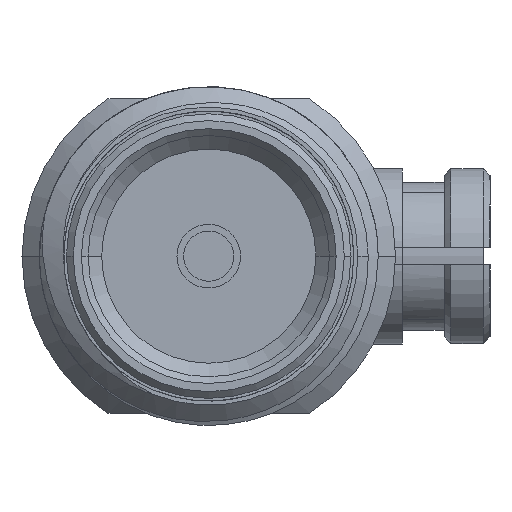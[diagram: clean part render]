
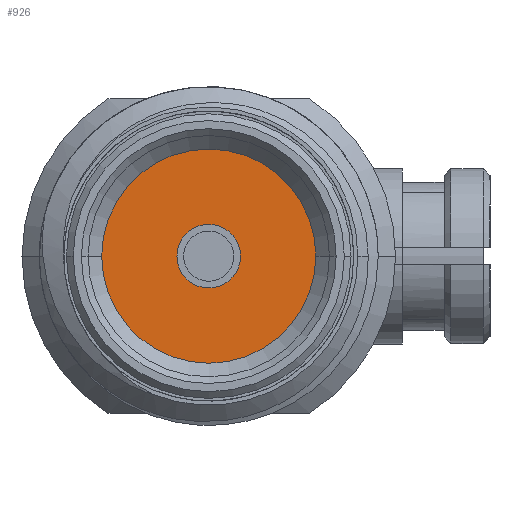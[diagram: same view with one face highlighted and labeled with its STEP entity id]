
A CAD part, left-side view. The second image highlights one B-rep face of the part: STEP entity #926.
In plain terms, the highlighted face is planar.
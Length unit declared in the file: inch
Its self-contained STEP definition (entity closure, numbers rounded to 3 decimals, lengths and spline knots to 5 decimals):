
#502 = DIRECTION ( 'NONE',  ( 0., 0., 1. ) ) ;
#599 = ORIENTED_EDGE ( 'NONE', *, *, #2871, .T. ) ;
#926 = ADVANCED_FACE ( 'NONE', ( #3162, #5312 ), #3793, .T. ) ;
#1243 = CARTESIAN_POINT ( 'NONE',  ( -0.0235, 0., 0.265 ) ) ;
#1401 = EDGE_CURVE ( 'NONE', #6182, #8114, #8464, .T. ) ;
#1560 = DIRECTION ( 'NONE',  ( 0., 0., 1. ) ) ;
#1668 = DIRECTION ( 'NONE',  ( 0., 0., 1. ) ) ;
#1802 = DIRECTION ( 'NONE',  ( 1., 0., 0. ) ) ;
#2360 = AXIS2_PLACEMENT_3D ( 'NONE', #7792, #1560, #5156 ) ;
#2649 = CARTESIAN_POINT ( 'NONE',  ( 0., 0., 0.265 ) ) ;
#2871 = EDGE_CURVE ( 'NONE', #8114, #6182, #6673, .T. ) ;
#3158 = CARTESIAN_POINT ( 'NONE',  ( 0.079, 0., 0.265 ) ) ;
#3162 = FACE_BOUND ( 'NONE', #8663, .T. ) ;
#3425 = DIRECTION ( 'NONE',  ( 1., 0., 0. ) ) ;
#3642 = EDGE_CURVE ( 'NONE', #8418, #7597, #4658, .T. ) ;
#3793 = PLANE ( 'NONE',  #8877 ) ;
#4430 = AXIS2_PLACEMENT_3D ( 'NONE', #2649, #7484, #3425 ) ;
#4508 = ORIENTED_EDGE ( 'NONE', *, *, #6412, .F. ) ;
#4658 = CIRCLE ( 'NONE', #4663, 0.0235 ) ;
#4663 = AXIS2_PLACEMENT_3D ( 'NONE', #4720, #502, #7487 ) ;
#4720 = CARTESIAN_POINT ( 'NONE',  ( 0., 0., 0.265 ) ) ;
#5156 = DIRECTION ( 'NONE',  ( 1., 0., 0. ) ) ;
#5296 = CIRCLE ( 'NONE', #4430, 0.0235 ) ;
#5312 = FACE_OUTER_BOUND ( 'NONE', #8038, .T. ) ;
#5482 = DIRECTION ( 'NONE',  ( 1., 0., 0. ) ) ;
#5906 = CARTESIAN_POINT ( 'NONE',  ( 0.0235, 0., 0.265 ) ) ;
#6182 = VERTEX_POINT ( 'NONE', #3158 ) ;
#6412 = EDGE_CURVE ( 'NONE', #7597, #8418, #5296, .T. ) ;
#6572 = AXIS2_PLACEMENT_3D ( 'NONE', #8063, #7524, #5482 ) ;
#6673 = CIRCLE ( 'NONE', #2360, 0.079 ) ;
#6766 = ORIENTED_EDGE ( 'NONE', *, *, #1401, .T. ) ;
#7175 = CARTESIAN_POINT ( 'NONE',  ( 0., 0., 0.265 ) ) ;
#7332 = ORIENTED_EDGE ( 'NONE', *, *, #3642, .F. ) ;
#7484 = DIRECTION ( 'NONE',  ( 0., 0., 1. ) ) ;
#7487 = DIRECTION ( 'NONE',  ( 1., 0., 0. ) ) ;
#7524 = DIRECTION ( 'NONE',  ( 0., 0., 1. ) ) ;
#7597 = VERTEX_POINT ( 'NONE', #5906 ) ;
#7792 = CARTESIAN_POINT ( 'NONE',  ( 0., 0., 0.265 ) ) ;
#8038 = EDGE_LOOP ( 'NONE', ( #6766, #599 ) ) ;
#8063 = CARTESIAN_POINT ( 'NONE',  ( 0., 0., 0.265 ) ) ;
#8114 = VERTEX_POINT ( 'NONE', #8374 ) ;
#8374 = CARTESIAN_POINT ( 'NONE',  ( -0.079, 0., 0.265 ) ) ;
#8418 = VERTEX_POINT ( 'NONE', #1243 ) ;
#8464 = CIRCLE ( 'NONE', #6572, 0.079 ) ;
#8663 = EDGE_LOOP ( 'NONE', ( #4508, #7332 ) ) ;
#8877 = AXIS2_PLACEMENT_3D ( 'NONE', #7175, #1668, #1802 ) ;
